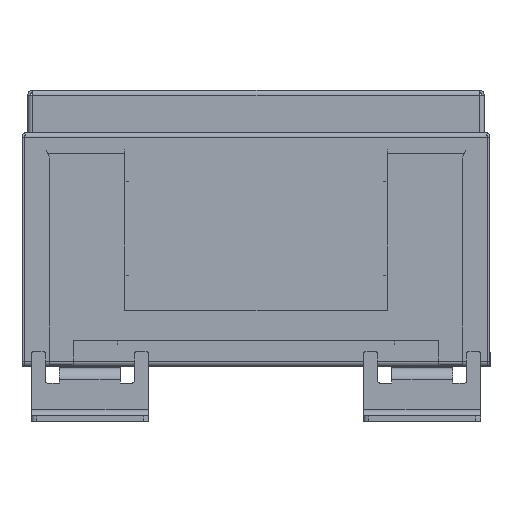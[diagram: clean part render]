
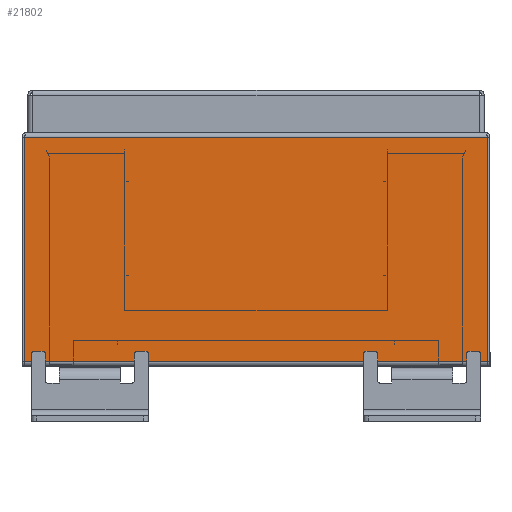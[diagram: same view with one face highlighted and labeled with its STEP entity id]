
A CAD part, left-side view. The second image highlights one B-rep face of the part: STEP entity #21802.
In plain terms, the highlighted planar face has unit normal (-1, 0, 0).
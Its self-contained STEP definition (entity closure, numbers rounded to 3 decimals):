
#874 = LINE ( 'NONE', #13181, #26151 ) ;
#1329 = FACE_OUTER_BOUND ( 'NONE', #6204, .T. ) ;
#1634 = VECTOR ( 'NONE', #9264, 1000. ) ;
#2252 = EDGE_CURVE ( 'NONE', #25802, #4990, #24789, .T. ) ;
#2408 = DIRECTION ( 'NONE',  ( 0., 0., -1. ) ) ;
#2496 = CARTESIAN_POINT ( 'NONE',  ( -150., 100., 1. ) ) ;
#2849 = LINE ( 'NONE', #19125, #1634 ) ;
#3358 = DIRECTION ( 'NONE',  ( 0., 0., -1. ) ) ;
#4990 = VERTEX_POINT ( 'NONE', #26109 ) ;
#4999 = CARTESIAN_POINT ( 'NONE',  ( -150., 0., 0. ) ) ;
#6204 = EDGE_LOOP ( 'NONE', ( #16846, #13118, #13160, #22835 ) ) ;
#7623 = CARTESIAN_POINT ( 'NONE',  ( -150., -100., 0. ) ) ;
#7729 = EDGE_CURVE ( 'NONE', #15719, #4990, #874, .T. ) ;
#8473 = VECTOR ( 'NONE', #18761, 1000. ) ;
#9264 = DIRECTION ( 'NONE',  ( 0., 1., 0. ) ) ;
#9508 = DIRECTION ( 'NONE',  ( 1., 0., 0. ) ) ;
#9830 = EDGE_CURVE ( 'NONE', #25802, #17044, #26298, .T. ) ;
#12176 = EDGE_CURVE ( 'NONE', #17044, #15719, #2849, .T. ) ;
#13118 = ORIENTED_EDGE ( 'NONE', *, *, #7729, .T. ) ;
#13160 = ORIENTED_EDGE ( 'NONE', *, *, #2252, .F. ) ;
#13181 = CARTESIAN_POINT ( 'NONE',  ( -150., 100., 0. ) ) ;
#14086 = CARTESIAN_POINT ( 'NONE',  ( -150., 100., 97. ) ) ;
#15719 = VERTEX_POINT ( 'NONE', #14086 ) ;
#16846 = ORIENTED_EDGE ( 'NONE', *, *, #12176, .T. ) ;
#17044 = VERTEX_POINT ( 'NONE', #19841 ) ;
#18216 = VECTOR ( 'NONE', #22012, 1000. ) ;
#18761 = DIRECTION ( 'NONE',  ( 0., 1., 0. ) ) ;
#19125 = CARTESIAN_POINT ( 'NONE',  ( -150., -100., 97. ) ) ;
#19841 = CARTESIAN_POINT ( 'NONE',  ( -150., -100., 97. ) ) ;
#21802 = ADVANCED_FACE ( 'NONE', ( #1329 ), #23782, .F. ) ;
#22012 = DIRECTION ( 'NONE',  ( 0., 0., 1. ) ) ;
#22835 = ORIENTED_EDGE ( 'NONE', *, *, #9830, .T. ) ;
#23577 = AXIS2_PLACEMENT_3D ( 'NONE', #4999, #9508, #3358 ) ;
#23709 = CARTESIAN_POINT ( 'NONE',  ( -150., -100., 1. ) ) ;
#23782 = PLANE ( 'NONE',  #23577 ) ;
#24789 = LINE ( 'NONE', #2496, #8473 ) ;
#25802 = VERTEX_POINT ( 'NONE', #23709 ) ;
#26109 = CARTESIAN_POINT ( 'NONE',  ( -150., 100., 1. ) ) ;
#26151 = VECTOR ( 'NONE', #2408, 1000. ) ;
#26298 = LINE ( 'NONE', #7623, #18216 ) ;
